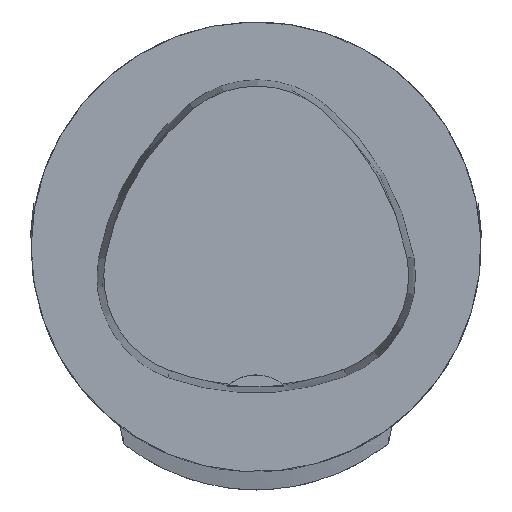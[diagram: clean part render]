
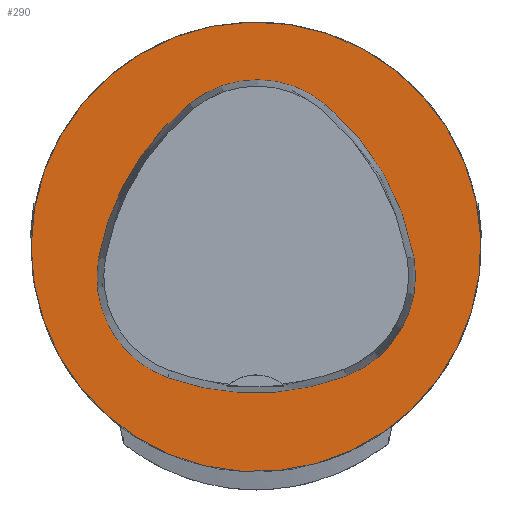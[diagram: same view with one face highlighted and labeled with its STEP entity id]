
A CAD part, top view. The second image highlights one B-rep face of the part: STEP entity #290.
In plain terms, the highlighted planar face has unit normal (0, 0, 1).
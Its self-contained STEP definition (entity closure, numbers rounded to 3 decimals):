
#290=ADVANCED_FACE('',(#722,#723),#366,.T.);
#366=PLANE('',#2004);
#722=FACE_BOUND('',#772,.T.);
#723=FACE_BOUND('',#773,.T.);
#772=EDGE_LOOP('',(#1060,#1061,#1062,#1063,#1064,#1065));
#773=EDGE_LOOP('',(#1066));
#1060=ORIENTED_EDGE('',*,*,#1664,.T.);
#1061=ORIENTED_EDGE('',*,*,#1644,.T.);
#1062=ORIENTED_EDGE('',*,*,#1648,.T.);
#1063=ORIENTED_EDGE('',*,*,#1651,.T.);
#1064=ORIENTED_EDGE('',*,*,#1654,.T.);
#1065=ORIENTED_EDGE('',*,*,#1662,.T.);
#1066=ORIENTED_EDGE('',*,*,#1632,.F.);
#1435=VERTEX_POINT('',#2973);
#1446=VERTEX_POINT('',#3013);
#1447=VERTEX_POINT('',#3014);
#1450=VERTEX_POINT('',#3022);
#1452=VERTEX_POINT('',#3028);
#1454=VERTEX_POINT('',#3034);
#1461=VERTEX_POINT('',#3055);
#1632=EDGE_CURVE('',#1435,#1435,#1791,.T.);
#1644=EDGE_CURVE('',#1446,#1447,#1792,.T.);
#1648=EDGE_CURVE('',#1447,#1450,#1794,.T.);
#1651=EDGE_CURVE('',#1450,#1452,#1796,.T.);
#1654=EDGE_CURVE('',#1452,#1454,#1798,.T.);
#1662=EDGE_CURVE('',#1454,#1461,#1802,.T.);
#1664=EDGE_CURVE('',#1461,#1446,#1804,.T.);
#1791=CIRCLE('',#1975,31.5);
#1792=CIRCLE('',#1982,36.);
#1794=CIRCLE('',#1985,15.);
#1796=CIRCLE('',#1988,36.);
#1798=CIRCLE('',#1991,15.);
#1802=CIRCLE('',#1996,36.);
#1804=CIRCLE('',#1999,15.);
#1975=AXIS2_PLACEMENT_3D('',#2972,#2293,#2294);
#1982=AXIS2_PLACEMENT_3D('',#3012,#2311,#2312);
#1985=AXIS2_PLACEMENT_3D('',#3021,#2319,#2320);
#1988=AXIS2_PLACEMENT_3D('',#3027,#2326,#2327);
#1991=AXIS2_PLACEMENT_3D('',#3033,#2333,#2334);
#1996=AXIS2_PLACEMENT_3D('',#3056,#2345,#2346);
#1999=AXIS2_PLACEMENT_3D('',#3059,#2351,#2352);
#2004=AXIS2_PLACEMENT_3D('',#3064,#2361,#2362);
#2293=DIRECTION('',(0.,0.,-1.));
#2294=DIRECTION('',(-1.,0.,0.));
#2311=DIRECTION('',(0.,0.,-1.));
#2312=DIRECTION('',(-1.,0.,0.));
#2319=DIRECTION('',(0.,0.,-1.));
#2320=DIRECTION('',(-1.,0.,0.));
#2326=DIRECTION('',(0.,0.,-1.));
#2327=DIRECTION('',(-1.,0.,0.));
#2333=DIRECTION('',(0.,0.,-1.));
#2334=DIRECTION('',(-1.,0.,0.));
#2345=DIRECTION('',(0.,0.,-1.));
#2346=DIRECTION('',(-1.,0.,0.));
#2351=DIRECTION('',(0.,0.,-1.));
#2352=DIRECTION('',(-1.,0.,0.));
#2361=DIRECTION('',(0.,0.,1.));
#2362=DIRECTION('',(1.,0.,0.));
#2972=CARTESIAN_POINT('',(0.,0.,0.));
#2973=CARTESIAN_POINT('',(-31.5,0.,0.));
#3012=CARTESIAN_POINT('',(13.398,-7.893,0.));
#3013=CARTESIAN_POINT('',(-22.041,-1.562,0.));
#3014=CARTESIAN_POINT('',(-9.317,20.036,0.));
#3021=CARTESIAN_POINT('',(0.148,8.399,0.));
#3022=CARTESIAN_POINT('',(9.779,19.898,0.));
#3027=CARTESIAN_POINT('',(-13.337,-7.7,0.));
#3028=CARTESIAN_POINT('',(22.122,-1.48,0.));
#3033=CARTESIAN_POINT('',(7.347,-4.071,0.));
#3034=CARTESIAN_POINT('',(12.693,-18.087,0.));
#3055=CARTESIAN_POINT('',(-12.373,-18.307,0.));
#3056=CARTESIAN_POINT('',(-0.137,15.55,0.));
#3059=CARTESIAN_POINT('',(-7.275,-4.2,0.));
#3064=CARTESIAN_POINT('',(0.,0.,0.));
